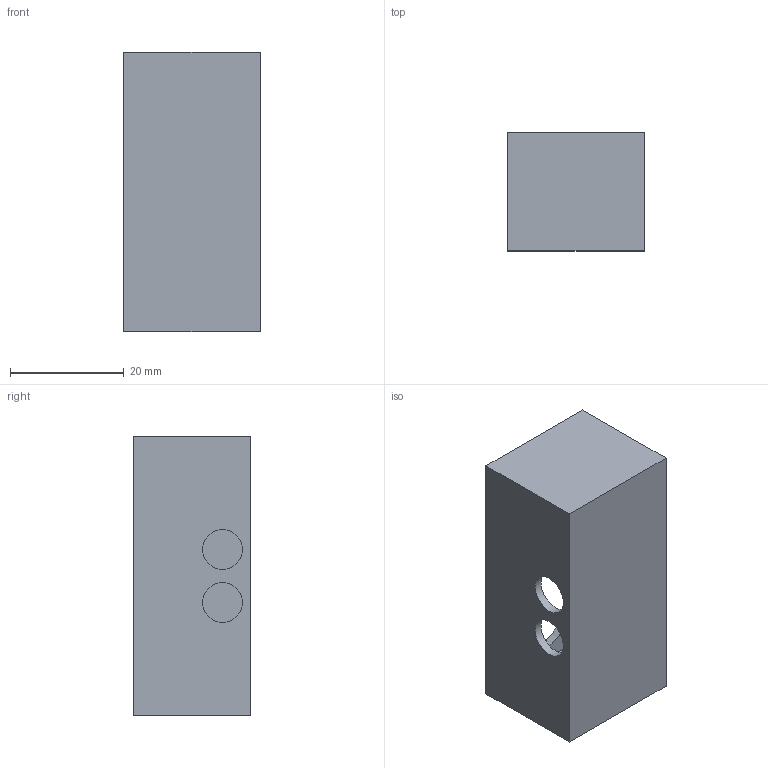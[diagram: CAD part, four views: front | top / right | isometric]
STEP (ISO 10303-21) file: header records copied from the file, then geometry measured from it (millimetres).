
FILE_DESCRIPTION(/* description */ (''),/* implementation_level */ '2;1');
FILE_NAME(/* name */ 'carcasaXeotype_ULTRASONIC.stp',/* time_stamp */ '2021-04-10T20:56:30+03:00',/* author */ ('Vlasciar'),/* organization */ (''),/* preprocessor_version */ 'ST-DEVELOPER v18',/* originating_system */ 'Autodesk Inventor 2020',/* authorisation */ '');
FILE_SCHEMA (('AUTOMOTIVE_DESIGN { 1 0 10303 214 3 1 1 }'));
Length unit declared in the file: millimetre
Products named in the file (1): carcasaXeotype_ULTRASONIC
Bounding box: 24 x 20.7 x 49 mm (x, y, z)
Volume: 6448.6 mm3; surface area: 8842.3 mm2
Topology: 1 solids, 1 shells, 16 faces, 46 edges, 36 vertices
Faces by surface type: plane 12, cylinder 4
Full cylindrical faces by diameter (mm): 7 x2, 17 x2
Entity records: 577 total; most frequent: CARTESIAN_POINT 95, DIRECTION 88, ORIENTED_EDGE 84, EDGE_CURVE 42, LINE 30, VECTOR 30, AXIS2_PLACEMENT_3D 29, VERTEX_POINT 28
